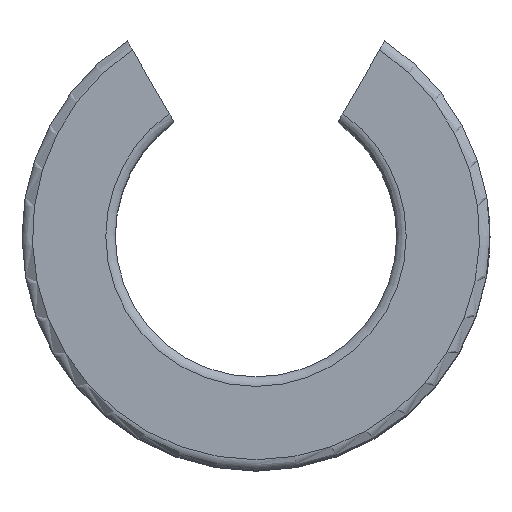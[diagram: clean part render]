
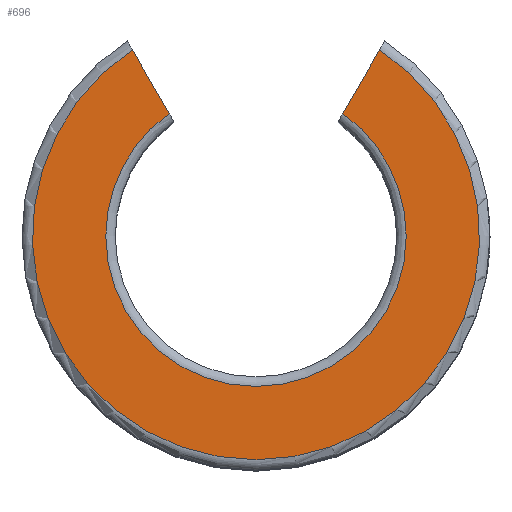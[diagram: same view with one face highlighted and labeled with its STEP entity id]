
A CAD part, top view. The second image highlights one B-rep face of the part: STEP entity #696.
In plain terms, the highlighted planar face has unit normal (0, 0, 1).
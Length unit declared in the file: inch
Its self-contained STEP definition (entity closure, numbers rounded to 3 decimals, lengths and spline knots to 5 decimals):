
#34 = DIRECTION ( 'NONE',  ( 0., -1., 0. ) ) ;
#64 = AXIS2_PLACEMENT_3D ( 'NONE', #190, #1065, #173 ) ;
#173 = DIRECTION ( 'NONE',  ( 0., 1., 0. ) ) ;
#190 = CARTESIAN_POINT ( 'NONE',  ( 0., 0., 0.80875 ) ) ;
#194 = DIRECTION ( 'NONE',  ( 0., 0., -1. ) ) ;
#208 = CARTESIAN_POINT ( 'NONE',  ( -0.219, 0.30518, 0.80875 ) ) ;
#254 = AXIS2_PLACEMENT_3D ( 'NONE', #1155, #1844, #2769 ) ;
#369 = CARTESIAN_POINT ( 'NONE',  ( -0.23175, 0.32725, 0.80875 ) ) ;
#432 = LINE ( 'NONE', #208, #590 ) ;
#565 = EDGE_CURVE ( 'NONE', #1913, #968, #2157, .T. ) ;
#576 = EDGE_LOOP ( 'NONE', ( #2318, #902, #2848, #2870, #1403, #2300 ) ) ;
#590 = VECTOR ( 'NONE', #654, 39.37008 ) ;
#654 = DIRECTION ( 'NONE',  ( 0.5, -0.866, 0. ) ) ;
#696 = ADVANCED_FACE ( 'NONE', ( #867 ), #1245, .F. ) ;
#721 = VERTEX_POINT ( 'NONE', #2425 ) ;
#733 = CARTESIAN_POINT ( 'NONE',  ( -0.401, 0., 0.80875 ) ) ;
#867 = FACE_OUTER_BOUND ( 'NONE', #576, .T. ) ;
#902 = ORIENTED_EDGE ( 'NONE', *, *, #565, .F. ) ;
#905 = VERTEX_POINT ( 'NONE', #369 ) ;
#968 = VERTEX_POINT ( 'NONE', #1561 ) ;
#971 = EDGE_CURVE ( 'NONE', #1013, #905, #432, .T. ) ;
#988 = EDGE_CURVE ( 'NONE', #2278, #905, #1826, .T. ) ;
#1013 = VERTEX_POINT ( 'NONE', #2916 ) ;
#1065 = DIRECTION ( 'NONE',  ( 0., 0., -1. ) ) ;
#1096 = CARTESIAN_POINT ( 'NONE',  ( 0., 0., 0.80875 ) ) ;
#1124 = EDGE_CURVE ( 'NONE', #1913, #721, #2740, .T. ) ;
#1155 = CARTESIAN_POINT ( 'NONE',  ( 0., 0., 0.80875 ) ) ;
#1245 = PLANE ( 'NONE',  #1814 ) ;
#1301 = EDGE_CURVE ( 'NONE', #968, #1013, #1349, .T. ) ;
#1349 = CIRCLE ( 'NONE', #64, 0.59688 ) ;
#1403 = ORIENTED_EDGE ( 'NONE', *, *, #988, .T. ) ;
#1561 = CARTESIAN_POINT ( 'NONE',  ( 0.32997, 0.49738, 0.80875 ) ) ;
#1771 = DIRECTION ( 'NONE',  ( 0., 1., 0. ) ) ;
#1814 = AXIS2_PLACEMENT_3D ( 'NONE', #2185, #2681, #1771 ) ;
#1826 = CIRCLE ( 'NONE', #2888, 0.401 ) ;
#1844 = DIRECTION ( 'NONE',  ( 0., 0., -1. ) ) ;
#1880 = CIRCLE ( 'NONE', #254, 0.401 ) ;
#1913 = VERTEX_POINT ( 'NONE', #2478 ) ;
#1942 = EDGE_CURVE ( 'NONE', #721, #2278, #1880, .T. ) ;
#2157 = LINE ( 'NONE', #2384, #2314 ) ;
#2185 = CARTESIAN_POINT ( 'NONE',  ( 0., 0.59688, 0.80875 ) ) ;
#2278 = VERTEX_POINT ( 'NONE', #733 ) ;
#2300 = ORIENTED_EDGE ( 'NONE', *, *, #971, .F. ) ;
#2314 = VECTOR ( 'NONE', #2820, 39.37008 ) ;
#2318 = ORIENTED_EDGE ( 'NONE', *, *, #1301, .F. ) ;
#2327 = DIRECTION ( 'NONE',  ( 0., 0., -1. ) ) ;
#2384 = CARTESIAN_POINT ( 'NONE',  ( 0.42184, 0.6565, 0.80875 ) ) ;
#2425 = CARTESIAN_POINT ( 'NONE',  ( 0.401, 0., 0.80875 ) ) ;
#2478 = CARTESIAN_POINT ( 'NONE',  ( 0.23175, 0.32725, 0.80875 ) ) ;
#2551 = CARTESIAN_POINT ( 'NONE',  ( 0., 0., 0.80875 ) ) ;
#2669 = DIRECTION ( 'NONE',  ( 0., -1., 0. ) ) ;
#2681 = DIRECTION ( 'NONE',  ( 0., 0., -1. ) ) ;
#2740 = CIRCLE ( 'NONE', #2886, 0.401 ) ;
#2769 = DIRECTION ( 'NONE',  ( 0., -1., 0. ) ) ;
#2820 = DIRECTION ( 'NONE',  ( 0.5, 0.866, 0. ) ) ;
#2848 = ORIENTED_EDGE ( 'NONE', *, *, #1124, .T. ) ;
#2870 = ORIENTED_EDGE ( 'NONE', *, *, #1942, .T. ) ;
#2886 = AXIS2_PLACEMENT_3D ( 'NONE', #2551, #2327, #34 ) ;
#2888 = AXIS2_PLACEMENT_3D ( 'NONE', #1096, #194, #2669 ) ;
#2916 = CARTESIAN_POINT ( 'NONE',  ( -0.32997, 0.49738, 0.80875 ) ) ;
